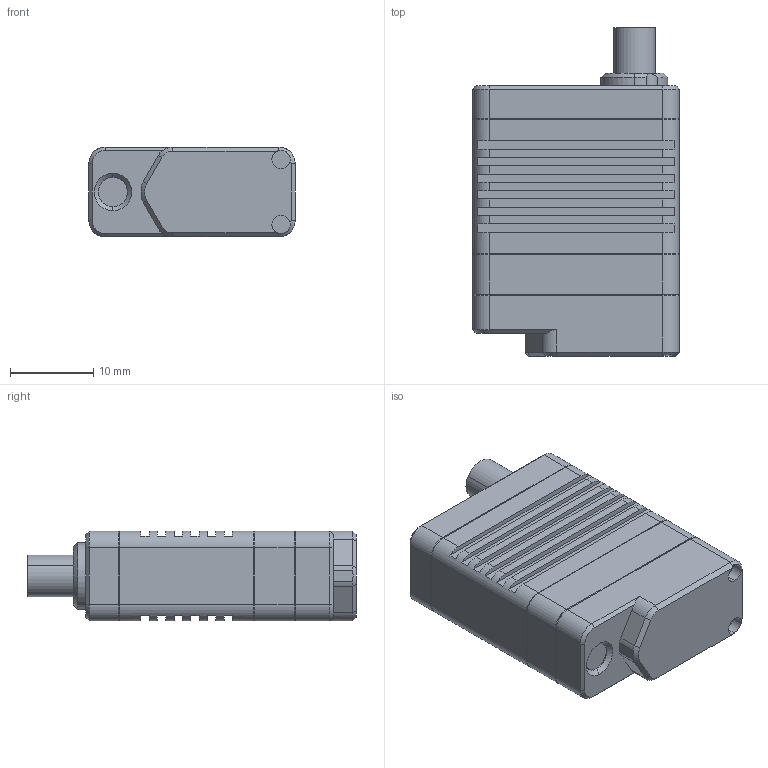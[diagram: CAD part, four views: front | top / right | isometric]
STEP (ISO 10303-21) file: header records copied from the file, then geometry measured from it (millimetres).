
FILE_DESCRIPTION (( 'STEP AP203' ), '1' );
FILE_NAME ('LAS10-0x1D.STEP', '2021-11-26T11:00:19', ( '' ), ( '' ), 'SwSTEP 2.0', 'SolidWorks 2021', '' );
FILE_SCHEMA (( 'CONFIG_CONTROL_DESIGN' ));
Length unit declared in the file: millimetre
Products named in the file (4): Part1^LAS10-021D.STEP; exA820109-015_______________.STEP; LAS10-0x1D; LAS10-0x1D.STEP
Assembly tree (3 placements, depth 3):
  LAS10-0x1D
    LAS10-0x1D.STEP
      exA820109-015_______________.STEP
      Part1^LAS10-021D.STEP
Bounding box: 24.8 x 39.5 x 10.8 mm (x, y, z)
Volume: 8400.7 mm3; surface area: 3430.4 mm2
Topology: 2 solids, 2 shells, 194 faces, 466 edges, 279 vertices
Faces by surface type: plane 114, cone 41, cylinder 39
Entity records: 6039 total; most frequent: CARTESIAN_POINT 1059, DIRECTION 1008, ORIENTED_EDGE 928, EDGE_CURVE 464, AXIS2_PLACEMENT_3D 355, LINE 298, VECTOR 298, VERTEX_POINT 279
